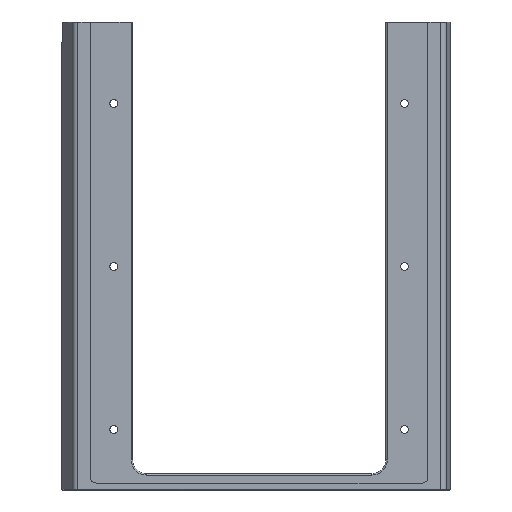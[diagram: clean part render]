
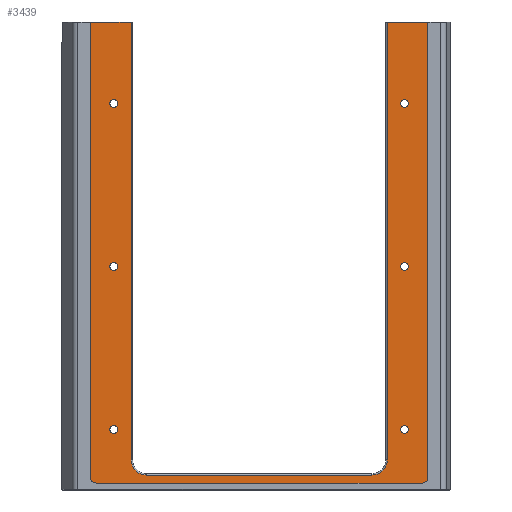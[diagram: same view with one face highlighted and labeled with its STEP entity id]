
A CAD part, front view. The second image highlights one B-rep face of the part: STEP entity #3439.
In plain terms, the highlighted planar face has unit normal (0, -1, 0).
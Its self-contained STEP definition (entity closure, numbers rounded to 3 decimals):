
#182=CIRCLE('',#3699,6.6);
#186=CIRCLE('',#3705,6.6);
#189=CIRCLE('',#3710,2.4);
#190=CIRCLE('',#3711,2.4);
#191=CIRCLE('',#3712,1.7);
#192=CIRCLE('',#3713,1.7);
#193=CIRCLE('',#3714,1.7);
#194=CIRCLE('',#3715,1.7);
#195=CIRCLE('',#3716,1.7);
#196=CIRCLE('',#3717,1.7);
#483=VERTEX_POINT('',#5421);
#486=VERTEX_POINT('',#5426);
#488=VERTEX_POINT('',#5431);
#490=VERTEX_POINT('',#5437);
#492=VERTEX_POINT('',#5443);
#494=VERTEX_POINT('',#5449);
#495=VERTEX_POINT('',#5454);
#496=VERTEX_POINT('',#5456);
#497=VERTEX_POINT('',#5458);
#498=VERTEX_POINT('',#5460);
#499=VERTEX_POINT('',#5462);
#500=VERTEX_POINT('',#5464);
#501=VERTEX_POINT('',#5466);
#502=VERTEX_POINT('',#5468);
#503=VERTEX_POINT('',#5470);
#504=VERTEX_POINT('',#5472);
#505=VERTEX_POINT('',#5474);
#506=VERTEX_POINT('',#5476);
#788=VECTOR('',#4267,1.);
#789=VECTOR('',#4279,1.);
#791=VECTOR('',#4292,1.);
#793=VECTOR('',#4295,1.);
#794=VECTOR('',#4296,1.);
#795=VECTOR('',#4299,1.);
#796=VECTOR('',#4302,1.);
#1114=LINE('',#5427,#788);
#1115=LINE('',#5438,#789);
#1117=LINE('',#5450,#791);
#1119=LINE('',#5453,#793);
#1120=LINE('',#5455,#794);
#1121=LINE('',#5459,#795);
#1122=LINE('',#5463,#796);
#1517=EDGE_CURVE('',#486,#483,#1114,.T.);
#1519=EDGE_CURVE('',#488,#486,#182,.T.);
#1522=EDGE_CURVE('',#490,#488,#1115,.T.);
#1525=EDGE_CURVE('',#492,#490,#186,.T.);
#1528=EDGE_CURVE('',#494,#492,#1117,.T.);
#1530=EDGE_CURVE('',#495,#494,#1119,.T.);
#1531=EDGE_CURVE('',#495,#496,#1120,.T.);
#1532=EDGE_CURVE('',#496,#497,#189,.T.);
#1533=EDGE_CURVE('',#497,#498,#1121,.T.);
#1534=EDGE_CURVE('',#498,#499,#190,.T.);
#1535=EDGE_CURVE('',#499,#500,#1122,.T.);
#1536=EDGE_CURVE('',#483,#500,#1119,.T.);
#1537=EDGE_CURVE('',#501,#501,#191,.T.);
#1538=EDGE_CURVE('',#502,#502,#192,.T.);
#1539=EDGE_CURVE('',#503,#503,#193,.T.);
#1540=EDGE_CURVE('',#504,#504,#194,.T.);
#1541=EDGE_CURVE('',#505,#505,#195,.T.);
#1542=EDGE_CURVE('',#506,#506,#196,.T.);
#2129=ORIENTED_EDGE('',*,*,#1517,.F.);
#2130=ORIENTED_EDGE('',*,*,#1519,.F.);
#2131=ORIENTED_EDGE('',*,*,#1522,.F.);
#2132=ORIENTED_EDGE('',*,*,#1525,.F.);
#2133=ORIENTED_EDGE('',*,*,#1528,.F.);
#2134=ORIENTED_EDGE('',*,*,#1530,.F.);
#2135=ORIENTED_EDGE('',*,*,#1531,.T.);
#2136=ORIENTED_EDGE('',*,*,#1532,.T.);
#2137=ORIENTED_EDGE('',*,*,#1533,.T.);
#2138=ORIENTED_EDGE('',*,*,#1534,.T.);
#2139=ORIENTED_EDGE('',*,*,#1535,.T.);
#2140=ORIENTED_EDGE('',*,*,#1536,.F.);
#2141=ORIENTED_EDGE('',*,*,#1537,.T.);
#2142=ORIENTED_EDGE('',*,*,#1538,.T.);
#2143=ORIENTED_EDGE('',*,*,#1539,.T.);
#2144=ORIENTED_EDGE('',*,*,#1540,.T.);
#2145=ORIENTED_EDGE('',*,*,#1541,.T.);
#2146=ORIENTED_EDGE('',*,*,#1542,.T.);
#2937=EDGE_LOOP('',(#2129,#2130,#2131,#2132,#2133,#2134,#2135,#2136,#2137,
#2138,#2139,#2140));
#2938=EDGE_LOOP('',(#2141));
#2939=EDGE_LOOP('',(#2142));
#2940=EDGE_LOOP('',(#2143));
#2941=EDGE_LOOP('',(#2144));
#2942=EDGE_LOOP('',(#2145));
#2943=EDGE_LOOP('',(#2146));
#3192=FACE_BOUND('',#2937,.T.);
#3193=FACE_BOUND('',#2938,.T.);
#3194=FACE_BOUND('',#2939,.T.);
#3195=FACE_BOUND('',#2940,.T.);
#3196=FACE_BOUND('',#2941,.T.);
#3197=FACE_BOUND('',#2942,.T.);
#3198=FACE_BOUND('',#2943,.T.);
#3439=ADVANCED_FACE('',(#3192,#3193,#3194,#3195,#3196,#3197,#3198),#6359,
 .F.);
#3699=AXIS2_PLACEMENT_3D('',#5432,#4271,#4272);
#3705=AXIS2_PLACEMENT_3D('',#5444,#4284,#4285);
#3709=AXIS2_PLACEMENT_3D('',#5452,#4294,$);
#3710=AXIS2_PLACEMENT_3D('',#5457,#4297,#4298);
#3711=AXIS2_PLACEMENT_3D('',#5461,#4300,#4301);
#3712=AXIS2_PLACEMENT_3D('',#5465,#4303,#4304);
#3713=AXIS2_PLACEMENT_3D('',#5467,#4305,#4306);
#3714=AXIS2_PLACEMENT_3D('',#5469,#4307,#4308);
#3715=AXIS2_PLACEMENT_3D('',#5471,#4309,#4310);
#3716=AXIS2_PLACEMENT_3D('',#5473,#4311,#4312);
#3717=AXIS2_PLACEMENT_3D('',#5475,#4313,#4314);
#4267=DIRECTION('',(0.,0.,1.));
#4271=DIRECTION('',(0.,-1.,0.));
#4272=DIRECTION('',(4.667,0.,-4.667));
#4279=DIRECTION('',(1.,0.,0.));
#4284=DIRECTION('',(0.,-1.,0.));
#4285=DIRECTION('',(-4.667,0.,-4.667));
#4292=DIRECTION('',(0.,0.,-1.));
#4294=DIRECTION('',(0.,1.,0.));
#4295=DIRECTION('',(1.,0.,0.));
#4296=DIRECTION('',(0.,0.,-1.));
#4297=DIRECTION('',(0.,-1.,0.));
#4298=DIRECTION('',(-1.697,0.,-1.697));
#4299=DIRECTION('',(1.,0.,0.));
#4300=DIRECTION('',(0.,-1.,0.));
#4301=DIRECTION('',(1.697,0.,-1.697));
#4302=DIRECTION('',(0.,0.,1.));
#4303=DIRECTION('',(0.,1.,0.));
#4304=DIRECTION('',(0.,0.,-1.7));
#4305=DIRECTION('',(0.,1.,0.));
#4306=DIRECTION('',(0.,0.,-1.7));
#4307=DIRECTION('',(0.,1.,0.));
#4308=DIRECTION('',(0.,0.,-1.7));
#4309=DIRECTION('',(0.,1.,0.));
#4310=DIRECTION('',(0.,0.,-1.7));
#4311=DIRECTION('',(0.,1.,0.));
#4312=DIRECTION('',(0.,0.,-1.7));
#4313=DIRECTION('',(0.,1.,0.));
#4314=DIRECTION('',(0.,0.,-1.7));
#5421=CARTESIAN_POINT('',(134.785,1.6,198.));
#5426=CARTESIAN_POINT('',(134.785,1.6,10.));
#5427=CARTESIAN_POINT('',(134.785,1.6,100.));
#5431=CARTESIAN_POINT('',(128.185,1.6,3.4));
#5432=CARTESIAN_POINT('',(128.185,1.6,10.));
#5437=CARTESIAN_POINT('',(31.385,1.6,3.4));
#5438=CARTESIAN_POINT('',(79.785,1.6,3.4));
#5443=CARTESIAN_POINT('',(24.785,1.6,10.));
#5444=CARTESIAN_POINT('',(31.385,1.6,10.));
#5449=CARTESIAN_POINT('',(24.785,1.6,198.));
#5450=CARTESIAN_POINT('',(24.785,1.6,100.));
#5452=CARTESIAN_POINT('',(79.785,1.6,99.));
#5453=CARTESIAN_POINT('',(76.186,1.6,198.));
#5454=CARTESIAN_POINT('',(7.385,1.6,198.));
#5455=CARTESIAN_POINT('',(7.385,1.6,0.));
#5456=CARTESIAN_POINT('',(7.385,1.6,2.4));
#5457=CARTESIAN_POINT('',(9.785,1.6,2.4));
#5458=CARTESIAN_POINT('',(9.785,1.6,0.));
#5459=CARTESIAN_POINT('',(152.185,1.6,0.));
#5460=CARTESIAN_POINT('',(149.785,1.6,0.));
#5461=CARTESIAN_POINT('',(149.785,1.6,2.4));
#5462=CARTESIAN_POINT('',(152.185,1.6,2.4));
#5463=CARTESIAN_POINT('',(152.185,1.6,198.));
#5464=CARTESIAN_POINT('',(152.185,1.6,198.));
#5465=CARTESIAN_POINT('',(17.335,1.6,23.));
#5466=CARTESIAN_POINT('',(17.335,1.6,21.3));
#5467=CARTESIAN_POINT('',(17.335,1.6,93.));
#5468=CARTESIAN_POINT('',(17.335,1.6,91.3));
#5469=CARTESIAN_POINT('',(17.335,1.6,163.));
#5470=CARTESIAN_POINT('',(17.335,1.6,161.3));
#5471=CARTESIAN_POINT('',(142.185,1.6,163.));
#5472=CARTESIAN_POINT('',(142.185,1.6,161.3));
#5473=CARTESIAN_POINT('',(142.185,1.6,93.));
#5474=CARTESIAN_POINT('',(142.185,1.6,91.3));
#5475=CARTESIAN_POINT('',(142.185,1.6,23.));
#5476=CARTESIAN_POINT('',(142.185,1.6,21.3));
#6359=PLANE('',#3709);
